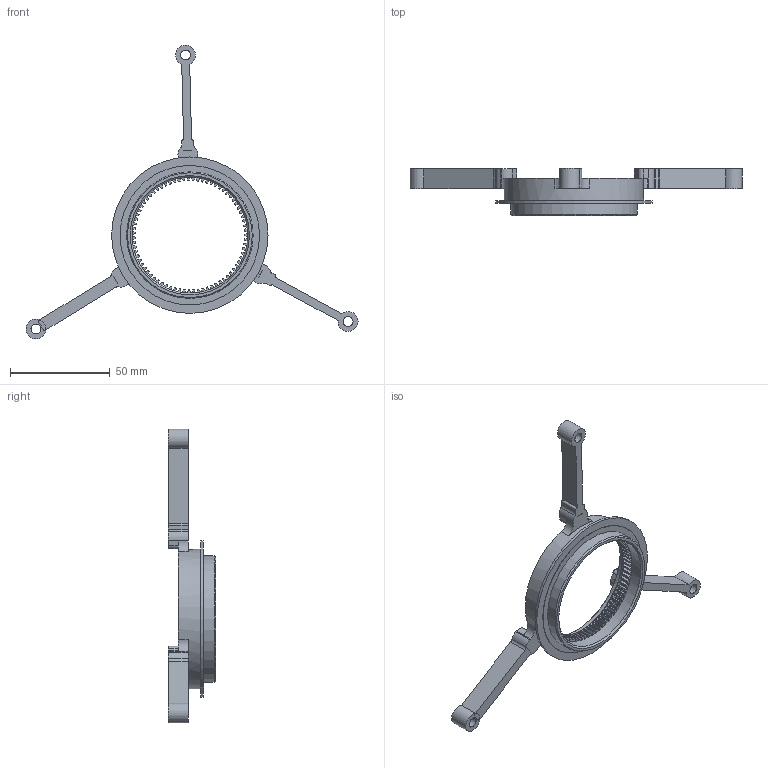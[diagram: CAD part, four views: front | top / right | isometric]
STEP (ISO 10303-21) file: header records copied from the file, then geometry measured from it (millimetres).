
FILE_DESCRIPTION(/* description */ ('','CAx-IF Rec.Pracs.---Representation and Presentation of Product Manufacturing Information (PMI)---4.0---2014-10-13'),/* implementation_level */ '2;1');
FILE_NAME(/* name */ 'couronne 2 350.step',/* time_stamp */ '2025-02-06T10:17:52+01:00',/* author */ (''),/* organization */ (''),/* preprocessor_version */ 'ST-DEVELOPER v20',/* originating_system */ 'Autodesk Translation Framework v13.20.0.188',/* authorisation */ '');
FILE_SCHEMA (('AP242_MANAGED_MODEL_BASED_3D_ENGINEERING_MIM_LF { 1 0 10303 442 1 1 4 }'));
Length unit declared in the file: millimetre
Products named in the file (1): couronne 2 300
Bounding box: 166.53 x 23.7 x 147.44 mm (x, y, z)
Volume: 28411 mm3; surface area: 19494.3 mm2
Topology: 2 solids, 2 shells, 691 faces, 2040 edges, 1360 vertices
Faces by surface type: cylinder 500, bspline 150, plane 37, cone 4
Full cylindrical faces by diameter (mm): 5 x3, 10 x1, 58.2 x2, 62.4 x1, 63.5 x1, 67 x1, 70 x2, 78.5 x1
Entity records: 24571 total; most frequent: CARTESIAN_POINT 6066, ORIENTED_EDGE 4080, DIRECTION 3835, EDGE_CURVE 2040, AXIS2_PLACEMENT_3D 1556, VERTEX_POINT 1360, CIRCLE 1014, LINE 723
